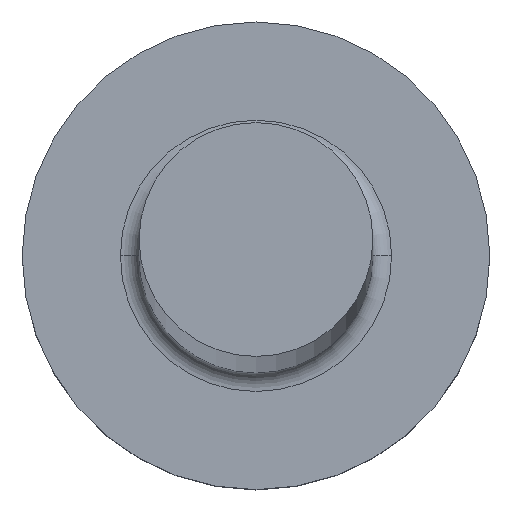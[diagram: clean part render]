
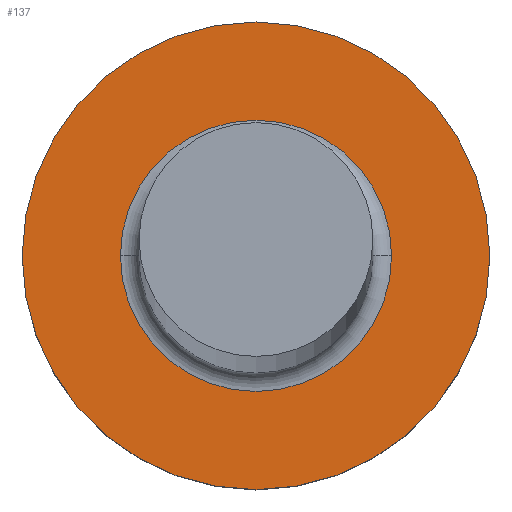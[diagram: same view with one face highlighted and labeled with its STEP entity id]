
A CAD part, top view. The second image highlights one B-rep face of the part: STEP entity #137.
In plain terms, the highlighted planar face has unit normal (0, 0, 1).
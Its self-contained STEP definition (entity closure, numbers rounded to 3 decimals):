
#6 = DIRECTION ( 'NONE',  ( 1., 0., 0. ) ) ;
#7 = EDGE_CURVE ( 'NONE', #279, #277, #78, .T. ) ;
#25 = DIRECTION ( 'NONE',  ( 1., 0., 0. ) ) ;
#28 = FACE_BOUND ( 'NONE', #79, .T. ) ;
#31 = AXIS2_PLACEMENT_3D ( 'NONE', #262, #120, #97 ) ;
#33 = ORIENTED_EDGE ( 'NONE', *, *, #252, .T. ) ;
#34 = CIRCLE ( 'NONE', #73, 1.45 ) ;
#40 = ORIENTED_EDGE ( 'NONE', *, *, #47, .T. ) ;
#42 = CARTESIAN_POINT ( 'NONE',  ( 0., 0., 2. ) ) ;
#45 = CARTESIAN_POINT ( 'NONE',  ( 0., 0., 2. ) ) ;
#46 = DIRECTION ( 'NONE',  ( 1., 0., 0. ) ) ;
#47 = EDGE_CURVE ( 'NONE', #199, #144, #128, .T. ) ;
#65 = DIRECTION ( 'NONE',  ( 0., 0., 1. ) ) ;
#71 = CARTESIAN_POINT ( 'NONE',  ( -1.45, 0., 2. ) ) ;
#73 = AXIS2_PLACEMENT_3D ( 'NONE', #42, #140, #6 ) ;
#78 = CIRCLE ( 'NONE', #223, 2.5 ) ;
#79 = EDGE_LOOP ( 'NONE', ( #307, #40 ) ) ;
#93 = DIRECTION ( 'NONE',  ( 0., 0., 1. ) ) ;
#95 = CARTESIAN_POINT ( 'NONE',  ( -2.5, 0., 2. ) ) ;
#97 = DIRECTION ( 'NONE',  ( 1., 0., 0. ) ) ;
#103 = EDGE_LOOP ( 'NONE', ( #33, #291 ) ) ;
#107 = EDGE_CURVE ( 'NONE', #144, #199, #34, .T. ) ;
#120 = DIRECTION ( 'NONE',  ( 0., 0., 1. ) ) ;
#128 = CIRCLE ( 'NONE', #148, 1.45 ) ;
#137 = ADVANCED_FACE ( 'NONE', ( #28, #192 ), #285, .T. ) ;
#140 = DIRECTION ( 'NONE',  ( 0., 0., -1. ) ) ;
#144 = VERTEX_POINT ( 'NONE', #171 ) ;
#148 = AXIS2_PLACEMENT_3D ( 'NONE', #215, #211, #305 ) ;
#171 = CARTESIAN_POINT ( 'NONE',  ( 1.45, 0., 2. ) ) ;
#192 = FACE_OUTER_BOUND ( 'NONE', #103, .T. ) ;
#194 = CARTESIAN_POINT ( 'NONE',  ( 2.5, 0., 2. ) ) ;
#199 = VERTEX_POINT ( 'NONE', #71 ) ;
#211 = DIRECTION ( 'NONE',  ( 0., 0., -1. ) ) ;
#215 = CARTESIAN_POINT ( 'NONE',  ( 0., 0., 2. ) ) ;
#223 = AXIS2_PLACEMENT_3D ( 'NONE', #45, #65, #25 ) ;
#252 = EDGE_CURVE ( 'NONE', #277, #279, #297, .T. ) ;
#254 = AXIS2_PLACEMENT_3D ( 'NONE', #267, #93, #46 ) ;
#262 = CARTESIAN_POINT ( 'NONE',  ( 0., 0., 2. ) ) ;
#267 = CARTESIAN_POINT ( 'NONE',  ( 0., 0., 2. ) ) ;
#277 = VERTEX_POINT ( 'NONE', #95 ) ;
#279 = VERTEX_POINT ( 'NONE', #194 ) ;
#285 = PLANE ( 'NONE',  #254 ) ;
#291 = ORIENTED_EDGE ( 'NONE', *, *, #7, .T. ) ;
#297 = CIRCLE ( 'NONE', #31, 2.5 ) ;
#305 = DIRECTION ( 'NONE',  ( 1., 0., 0. ) ) ;
#307 = ORIENTED_EDGE ( 'NONE', *, *, #107, .T. ) ;
